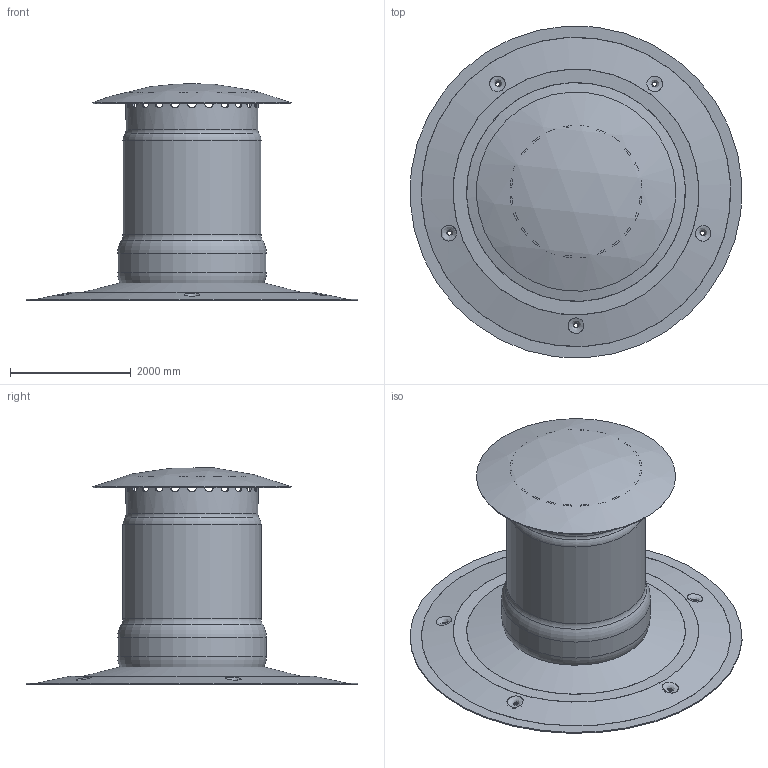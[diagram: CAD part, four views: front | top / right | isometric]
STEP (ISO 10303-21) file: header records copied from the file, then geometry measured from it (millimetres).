
FILE_DESCRIPTION(/* description */ (''),/* implementation_level */ '2;1');
FILE_NAME(/* name */ '01310.200X_3D.stp',/* time_stamp */ '2024-12-11T13:23:20+01:00',/* author */ ('CAD'),/* organization */ (''),/* preprocessor_version */ 'ST-DEVELOPER v20',/* originating_system */ 'AutoCAD Mechanical',/* authorisation */ '');
FILE_SCHEMA (('AUTOMOTIVE_DESIGN { 1 0 10303 214 3 1 1 }'));
Length unit declared in the file: centimetre
Products named in the file (6): Product; *S6; *S24; *S23; *S26; *S25
Assembly tree (5 placements, depth 3):
  Product
    *S6
    *S24
      *S23
    *S26
      *S25
Bounding box: 5492.46 x 5492.46 x 3588.13 mm (x, y, z)
Volume: 1219740471.2 mm3; surface area: 103217050.3 mm2
Topology: 3 solids, 3 shells, 213 faces, 584 edges, 366 vertices
Faces by surface type: plane 82, bspline 63, cylinder 36, torus 16, cone 14, sphere 2
Full cylindrical faces by diameter (mm): 70 x5, 2132 x1, 2190 x1, 2240 x1, 2298 x1, 2410 x1, 2468 x1, 5500 x1
Entity records: 14526 total; most frequent: CARTESIAN_POINT 9494, ORIENTED_EDGE 1136, DIRECTION 865, EDGE_CURVE 568, VERTEX_POINT 366, AXIS2_PLACEMENT_3D 328, EDGE_LOOP 232, FACE_OUTER_BOUND 213
